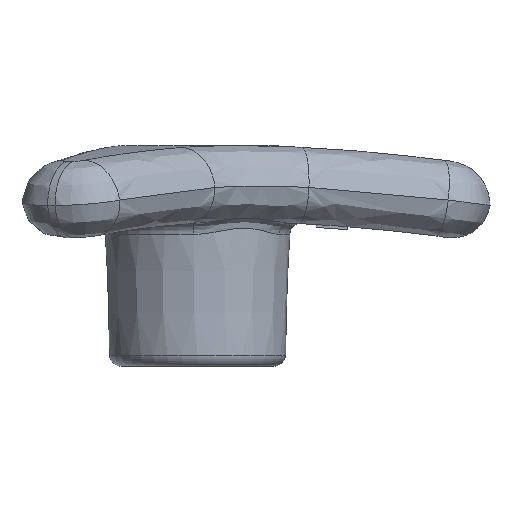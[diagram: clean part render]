
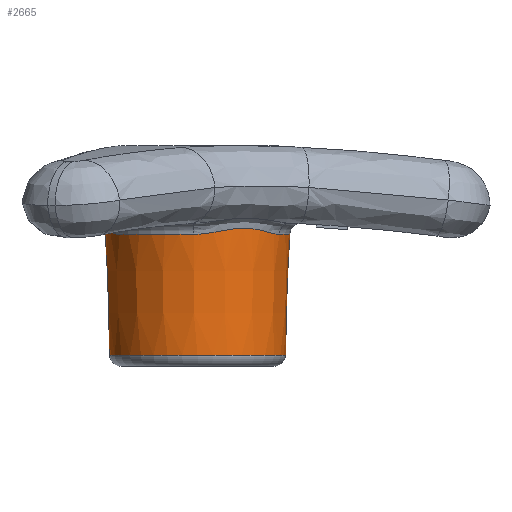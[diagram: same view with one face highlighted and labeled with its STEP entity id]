
A CAD part, front view. The second image highlights one B-rep face of the part: STEP entity #2665.
In plain terms, the highlighted conical face has half-angle 2 degrees and reference radius 15 mm.
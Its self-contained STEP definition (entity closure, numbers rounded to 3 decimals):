
#69=B_SPLINE_CURVE_WITH_KNOTS('',3,(#7248,#7249,#7250,#7251,#7252,#7253,
#7254,#7255),.UNSPECIFIED.,.F.,.F.,(4,1,1,1,1,4),(0.,0.005,
0.007,0.009,0.014,0.018),
 .UNSPECIFIED.);
#71=B_SPLINE_CURVE_WITH_KNOTS('',3,(#7291,#7292,#7293,#7294,#7295,#7296,
#7297,#7298),.UNSPECIFIED.,.F.,.F.,(4,1,1,1,1,4),(0.,0.005,
0.007,0.009,0.014,0.018),
 .UNSPECIFIED.);
#75=B_SPLINE_CURVE_WITH_KNOTS('',3,(#7346,#7347,#7348,#7349,#7350,#7351,
#7352,#7353),.UNSPECIFIED.,.F.,.F.,(4,1,1,1,1,4),(0.,0.005,
0.007,0.009,0.014,0.018),
 .UNSPECIFIED.);
#842=ORIENTED_EDGE('',*,*,#1141,.T.);
#843=ORIENTED_EDGE('',*,*,#1140,.T.);
#844=ORIENTED_EDGE('',*,*,#1137,.T.);
#845=ORIENTED_EDGE('',*,*,#1135,.T.);
#846=ORIENTED_EDGE('',*,*,#1134,.T.);
#847=ORIENTED_EDGE('',*,*,#1132,.T.);
#848=ORIENTED_EDGE('',*,*,#1142,.T.);
#1132=EDGE_CURVE('',#1321,#1322,#69,.T.);
#1134=EDGE_CURVE('',#1323,#1321,#1486,.T.);
#1135=EDGE_CURVE('',#1324,#1323,#71,.T.);
#1137=EDGE_CURVE('',#1325,#1324,#1487,.T.);
#1140=EDGE_CURVE('',#1326,#1325,#75,.T.);
#1141=EDGE_CURVE('',#1322,#1326,#1488,.T.);
#1142=EDGE_CURVE('',#1327,#1327,#1489,.F.);
#1321=VERTEX_POINT('',#7241);
#1322=VERTEX_POINT('',#7247);
#1323=VERTEX_POINT('',#7262);
#1324=VERTEX_POINT('',#7299);
#1325=VERTEX_POINT('',#7307);
#1326=VERTEX_POINT('',#7345);
#1327=VERTEX_POINT('',#7358);
#1486=CIRCLE('',#2901,15.788);
#1487=CIRCLE('',#2903,15.788);
#1488=CIRCLE('',#2905,15.788);
#1489=CIRCLE('',#2907,15.067);
#1609=EDGE_LOOP('',(#842,#843,#844,#845,#846,#847));
#1610=EDGE_LOOP('',(#848));
#1741=FACE_BOUND('',#1609,.T.);
#1742=FACE_BOUND('',#1610,.T.);
#1763=CONICAL_SURFACE('',#2906,15.,0.035);
#2665=ADVANCED_FACE('',(#1741,#1742),#1763,.T.);
#2901=AXIS2_PLACEMENT_3D('',#7263,#3418,#3419);
#2903=AXIS2_PLACEMENT_3D('',#7306,#3422,#3423);
#2905=AXIS2_PLACEMENT_3D('',#7355,#3426,#3427);
#2906=AXIS2_PLACEMENT_3D('',#7356,#3428,#3429);
#2907=AXIS2_PLACEMENT_3D('',#7357,#3430,#3431);
#3418=DIRECTION('',(0.,0.,-1.));
#3419=DIRECTION('',(-1.,0.,0.));
#3422=DIRECTION('',(0.,0.,-1.));
#3423=DIRECTION('',(-1.,0.,0.));
#3426=DIRECTION('',(0.,0.,-1.));
#3427=DIRECTION('',(-1.,0.,0.));
#3428=DIRECTION('',(0.,0.,1.));
#3429=DIRECTION('',(1.,0.,0.));
#3430=DIRECTION('',(0.,0.,-1.));
#3431=DIRECTION('',(-1.,0.,0.));
#7241=CARTESIAN_POINT('',(13.995,-7.308,22.556));
#7247=CARTESIAN_POINT('',(-0.669,-15.773,22.556));
#7248=CARTESIAN_POINT('',(13.995,-7.308,22.556));
#7249=CARTESIAN_POINT('',(13.29,-8.657,22.556));
#7250=CARTESIAN_POINT('',(11.985,-10.482,22.988));
#7251=CARTESIAN_POINT('',(9.808,-12.482,23.509));
#7252=CARTESIAN_POINT('',(7.294,-14.191,23.736));
#7253=CARTESIAN_POINT('',(3.807,-15.553,23.137));
#7254=CARTESIAN_POINT('',(0.853,-15.838,22.556));
#7255=CARTESIAN_POINT('',(-0.669,-15.773,22.556));
#7262=CARTESIAN_POINT('',(13.995,7.307,22.556));
#7263=CARTESIAN_POINT('',(0.,0.,22.556));
#7291=CARTESIAN_POINT('',(-0.669,15.773,22.556));
#7292=CARTESIAN_POINT('',(0.851,15.838,22.556));
#7293=CARTESIAN_POINT('',(3.089,15.619,22.988));
#7294=CARTESIAN_POINT('',(5.908,14.734,23.51));
#7295=CARTESIAN_POINT('',(8.644,13.412,23.736));
#7296=CARTESIAN_POINT('',(11.566,11.073,23.137));
#7297=CARTESIAN_POINT('',(13.29,8.658,22.556));
#7298=CARTESIAN_POINT('',(13.995,7.307,22.556));
#7299=CARTESIAN_POINT('',(-0.669,15.773,22.556));
#7306=CARTESIAN_POINT('',(0.,0.,22.556));
#7307=CARTESIAN_POINT('',(-13.326,8.466,22.556));
#7345=CARTESIAN_POINT('',(-13.326,-8.466,22.556));
#7346=CARTESIAN_POINT('',(-13.326,-8.466,22.556));
#7347=CARTESIAN_POINT('',(-14.142,-7.181,22.556));
#7348=CARTESIAN_POINT('',(-15.07,-5.138,22.988));
#7349=CARTESIAN_POINT('',(-15.714,-2.253,23.509));
#7350=CARTESIAN_POINT('',(-15.937,0.779,23.736));
#7351=CARTESIAN_POINT('',(-15.373,4.48,23.137));
#7352=CARTESIAN_POINT('',(-14.143,7.18,22.556));
#7353=CARTESIAN_POINT('',(-13.326,8.466,22.556));
#7355=CARTESIAN_POINT('',(0.,0.,22.556));
#7356=CARTESIAN_POINT('',(0.,0.,0.));
#7357=CARTESIAN_POINT('',(0.,0.,1.93));
#7358=CARTESIAN_POINT('',(-15.067,0.,1.93));
